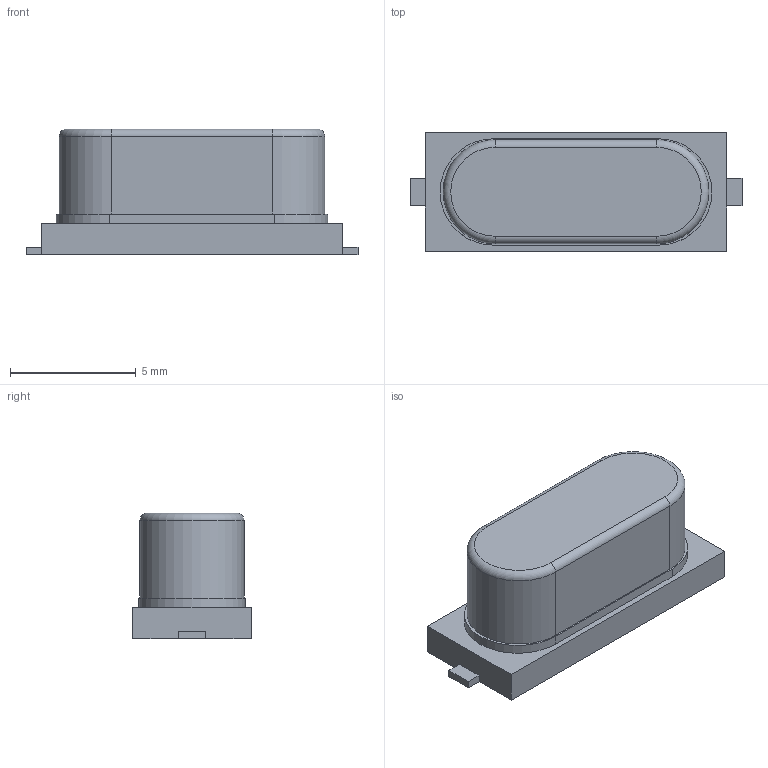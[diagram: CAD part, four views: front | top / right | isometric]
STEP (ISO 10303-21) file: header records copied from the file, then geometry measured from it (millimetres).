
FILE_DESCRIPTION(/* description */ (''),/* implementation_level */ '2;1');
FILE_NAME(/* name */ 'crystal_1548751433615.stp',/* time_stamp */ '2019-01-29T08:43:55+00:00',/* author */ (''),/* organization */ (''),/* preprocessor_version */ 'ST-DEVELOPER v18',/* originating_system */ 'ASM',/* authorisation */ '');
FILE_SCHEMA (('AUTOMOTIVE_DESIGN { 1 0 10303 214 3 1 1 }'));
Length unit declared in the file: millimetre
Products named in the file (1): crystal_1548751433615
Bounding box: 13.2 x 4.7 x 5 mm (x, y, z)
Volume: 221.1 mm3; surface area: 251.7 mm2
Topology: 1 solids, 1 shells, 32 faces, 80 edges, 52 vertices
Faces by surface type: plane 24, cylinder 6, torus 2
Entity records: 1010 total; most frequent: CARTESIAN_POINT 165, ORIENTED_EDGE 160, DIRECTION 160, EDGE_CURVE 80, LINE 66, VECTOR 66, VERTEX_POINT 52, AXIS2_PLACEMENT_3D 47
